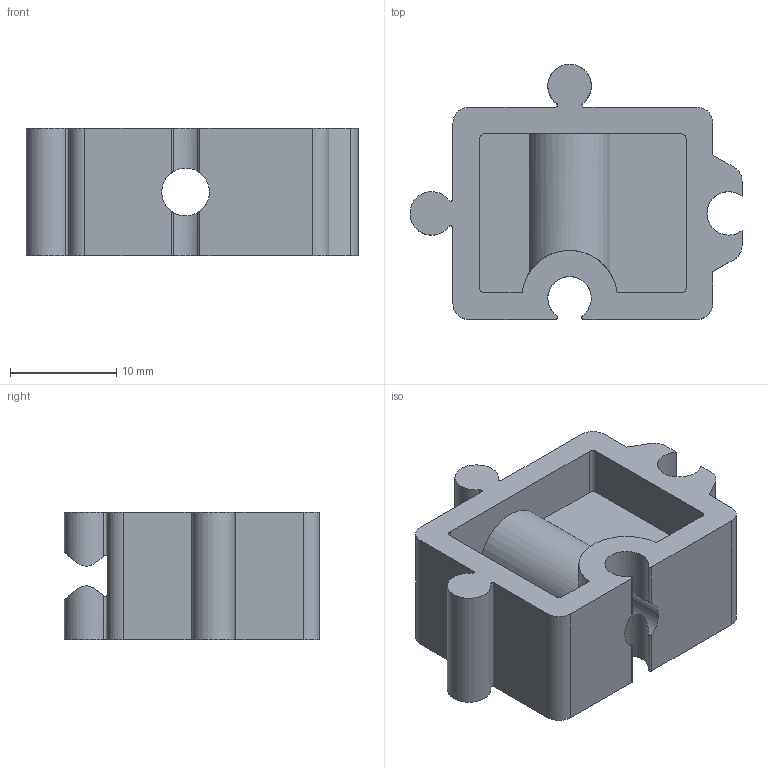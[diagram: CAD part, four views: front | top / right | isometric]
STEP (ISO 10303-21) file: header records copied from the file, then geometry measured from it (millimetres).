
FILE_DESCRIPTION( ( 'STEP AP214' ), ' ' );
FILE_NAME( '5.24.011(12).stp', '2015-08-26T13:04:47', ( '' ), ( '' ), ' ', 'PARTsolutions', ' ' );
FILE_SCHEMA( ( 'AUTOMOTIVE_DESIGN { 1 0 10303 214 1 1 1 1 }' ) );
Length unit declared in the file: millimetre
Products named in the file (1): _5.24.011(12)
Bounding box: 31.29 x 24.05 x 12 mm (x, y, z)
Volume: 3701.8 mm3; surface area: 3366.3 mm2
Topology: 1 solids, 1 shells, 65 faces, 187 edges, 124 vertices
Faces by surface type: cylinder 37, plane 28
Full cylindrical faces by diameter (mm): 4.5 x1
Entity records: 2896 total; most frequent: CARTESIAN_POINT 690, ORIENTED_EDGE 360, DIRECTION 354, EDGE_CURVE 180, AXIS2_PLACEMENT_3D 124, VERTEX_POINT 120, LINE 106, VECTOR 106
